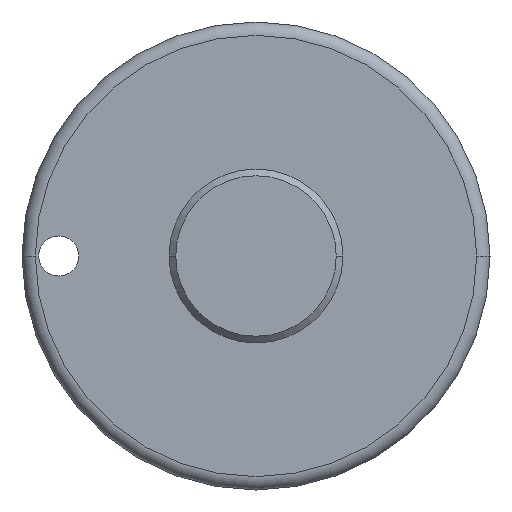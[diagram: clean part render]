
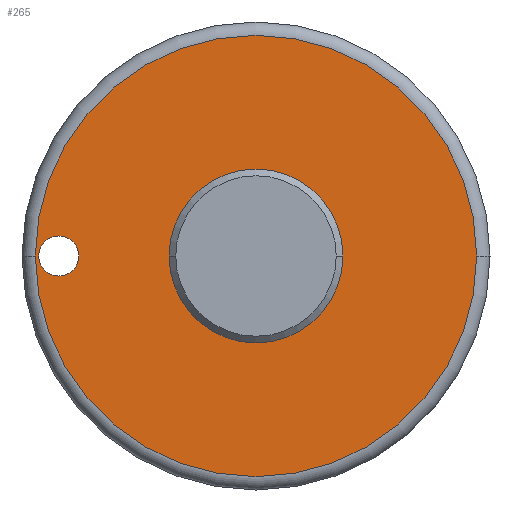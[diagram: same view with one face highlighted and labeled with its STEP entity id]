
A CAD part, left-side view. The second image highlights one B-rep face of the part: STEP entity #265.
In plain terms, the highlighted planar face has unit normal (-1, 0, 0).
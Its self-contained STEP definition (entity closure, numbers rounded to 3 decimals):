
#10 = CIRCLE ( 'NONE', #732, 6.5 ) ;
#11 = VERTEX_POINT ( 'NONE', #834 ) ;
#16 = VERTEX_POINT ( 'NONE', #87 ) ;
#17 = AXIS2_PLACEMENT_3D ( 'NONE', #1089, #844, #234 ) ;
#18 = ORIENTED_EDGE ( 'NONE', *, *, #650, .T. ) ;
#30 = AXIS2_PLACEMENT_3D ( 'NONE', #839, #457, #672 ) ;
#66 = FACE_BOUND ( 'NONE', #249, .T. ) ;
#81 = DIRECTION ( 'NONE',  ( 1., 0., 0. ) ) ;
#87 = CARTESIAN_POINT ( 'NONE',  ( -61.681, 7.221, 0. ) ) ;
#88 = CIRCLE ( 'NONE', #683, 1.5 ) ;
#105 = DIRECTION ( 'NONE',  ( 1., 0., 0. ) ) ;
#146 = EDGE_CURVE ( 'NONE', #743, #583, #159, .T. ) ;
#159 = CIRCLE ( 'NONE', #374, 16.5 ) ;
#176 = DIRECTION ( 'NONE',  ( 0., 1., 0. ) ) ;
#191 = ORIENTED_EDGE ( 'NONE', *, *, #684, .F. ) ;
#211 = EDGE_LOOP ( 'NONE', ( #944, #715 ) ) ;
#234 = DIRECTION ( 'NONE',  ( 0., 1., 0. ) ) ;
#238 = DIRECTION ( 'NONE',  ( 0., 1., 0. ) ) ;
#249 = EDGE_LOOP ( 'NONE', ( #941, #191 ) ) ;
#265 = ADVANCED_FACE ( 'NONE', ( #530, #439, #66 ), #674, .F. ) ;
#337 = CIRCLE ( 'NONE', #17, 1.5 ) ;
#374 = AXIS2_PLACEMENT_3D ( 'NONE', #828, #736, #816 ) ;
#417 = CARTESIAN_POINT ( 'NONE',  ( -61.681, -15.779, 0. ) ) ;
#439 = FACE_OUTER_BOUND ( 'NONE', #211, .T. ) ;
#447 = DIRECTION ( 'NONE',  ( 0., 1., 0. ) ) ;
#457 = DIRECTION ( 'NONE',  ( -1., 0., 0. ) ) ;
#469 = EDGE_CURVE ( 'NONE', #11, #964, #88, .T. ) ;
#475 = CARTESIAN_POINT ( 'NONE',  ( -61.681, -5.779, 0. ) ) ;
#480 = EDGE_CURVE ( 'NONE', #572, #16, #10, .T. ) ;
#530 = FACE_BOUND ( 'NONE', #590, .T. ) ;
#572 = VERTEX_POINT ( 'NONE', #475 ) ;
#583 = VERTEX_POINT ( 'NONE', #886 ) ;
#590 = EDGE_LOOP ( 'NONE', ( #1073, #18 ) ) ;
#650 = EDGE_CURVE ( 'NONE', #964, #11, #337, .T. ) ;
#672 = DIRECTION ( 'NONE',  ( 0., -1., 0. ) ) ;
#674 = PLANE ( 'NONE',  #851 ) ;
#683 = AXIS2_PLACEMENT_3D ( 'NONE', #1013, #81, #447 ) ;
#684 = EDGE_CURVE ( 'NONE', #16, #572, #718, .T. ) ;
#715 = ORIENTED_EDGE ( 'NONE', *, *, #146, .T. ) ;
#718 = CIRCLE ( 'NONE', #30, 6.5 ) ;
#732 = AXIS2_PLACEMENT_3D ( 'NONE', #1006, #823, #1060 ) ;
#736 = DIRECTION ( 'NONE',  ( -1., 0., 0. ) ) ;
#743 = VERTEX_POINT ( 'NONE', #417 ) ;
#767 = CARTESIAN_POINT ( 'NONE',  ( -61.681, 0.721, 0. ) ) ;
#783 = DIRECTION ( 'NONE',  ( -1., 0., 0. ) ) ;
#816 = DIRECTION ( 'NONE',  ( 0., 1., 0. ) ) ;
#823 = DIRECTION ( 'NONE',  ( -1., 0., 0. ) ) ;
#828 = CARTESIAN_POINT ( 'NONE',  ( -61.681, 0.721, 0. ) ) ;
#834 = CARTESIAN_POINT ( 'NONE',  ( -61.681, 16.971, 0. ) ) ;
#839 = CARTESIAN_POINT ( 'NONE',  ( -61.681, 0.721, 0. ) ) ;
#844 = DIRECTION ( 'NONE',  ( 1., 0., 0. ) ) ;
#851 = AXIS2_PLACEMENT_3D ( 'NONE', #939, #105, #238 ) ;
#886 = CARTESIAN_POINT ( 'NONE',  ( -61.681, 17.221, 0. ) ) ;
#912 = CARTESIAN_POINT ( 'NONE',  ( -61.681, 13.971, 0. ) ) ;
#939 = CARTESIAN_POINT ( 'NONE',  ( -61.681, 18.221, 0. ) ) ;
#941 = ORIENTED_EDGE ( 'NONE', *, *, #480, .F. ) ;
#944 = ORIENTED_EDGE ( 'NONE', *, *, #1074, .T. ) ;
#964 = VERTEX_POINT ( 'NONE', #912 ) ;
#989 = AXIS2_PLACEMENT_3D ( 'NONE', #767, #783, #176 ) ;
#1005 = CIRCLE ( 'NONE', #989, 16.5 ) ;
#1006 = CARTESIAN_POINT ( 'NONE',  ( -61.681, 0.721, 0. ) ) ;
#1013 = CARTESIAN_POINT ( 'NONE',  ( -61.681, 15.471, 0. ) ) ;
#1060 = DIRECTION ( 'NONE',  ( 0., -1., 0. ) ) ;
#1073 = ORIENTED_EDGE ( 'NONE', *, *, #469, .T. ) ;
#1074 = EDGE_CURVE ( 'NONE', #583, #743, #1005, .T. ) ;
#1089 = CARTESIAN_POINT ( 'NONE',  ( -61.681, 15.471, 0. ) ) ;
